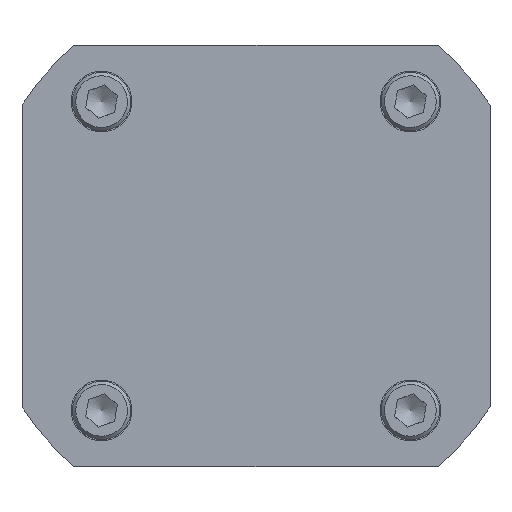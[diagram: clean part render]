
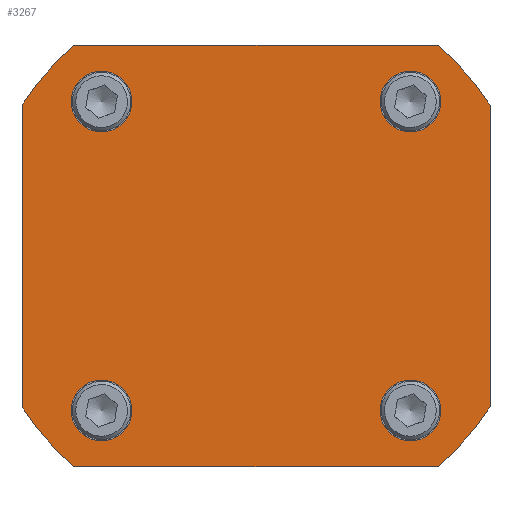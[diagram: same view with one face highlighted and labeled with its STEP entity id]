
A CAD part, front view. The second image highlights one B-rep face of the part: STEP entity #3267.
In plain terms, the highlighted planar face has unit normal (0, -1, 0).
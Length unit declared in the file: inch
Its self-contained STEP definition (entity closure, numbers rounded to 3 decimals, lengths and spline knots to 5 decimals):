
#2746=CARTESIAN_POINT('',(-1.25,0.0,-0.80632));
#2747=VERTEX_POINT('',#2746);
#2756=CARTESIAN_POINT('',(-1.25,0.0,0.80632));
#2757=VERTEX_POINT('',#2756);
#2758=CARTESIAN_POINT('',(-1.25,0.0,0.80632));
#2759=DIRECTION('',(0.0,0.0,-1.0));
#2760=VECTOR('',#2759,1.61265);
#2761=LINE('',#2758,#2760);
#2762=EDGE_CURVE('',#2757,#2747,#2761,.T.);
#2837=CARTESIAN_POINT('',(1.25,0.0,0.80632));
#2838=VERTEX_POINT('',#2837);
#2847=CARTESIAN_POINT('',(1.25,0.0,-0.80632));
#2848=VERTEX_POINT('',#2847);
#2849=CARTESIAN_POINT('',(1.25,0.0,-0.80632));
#2850=DIRECTION('',(0.0,0.0,1.0));
#2851=VECTOR('',#2850,1.61265);
#2852=LINE('',#2849,#2851);
#2853=EDGE_CURVE('',#2848,#2838,#2852,.T.);
#2910=CARTESIAN_POINT('',(-0.825,0.0,0.6625));
#2911=VERTEX_POINT('',#2910);
#2912=CARTESIAN_POINT('',(-0.825,0.0,0.825));
#2913=DIRECTION('',(0.0,1.0,0.0));
#2914=DIRECTION('',(0.0,0.0,-1.0));
#2915=AXIS2_PLACEMENT_3D('',#2912,#2913,#2914);
#2916=CIRCLE('',#2915,0.1625);
#2917=EDGE_CURVE('',#2911,#2911,#2916,.T.);
#2951=CARTESIAN_POINT('',(-0.6625,0.0,-0.825));
#2952=VERTEX_POINT('',#2951);
#2953=CARTESIAN_POINT('',(-0.825,0.0,-0.825));
#2954=DIRECTION('',(0.0,1.0,0.0));
#2955=DIRECTION('',(1.0,0.0,0.0));
#2956=AXIS2_PLACEMENT_3D('',#2953,#2954,#2955);
#2957=CIRCLE('',#2956,0.1625);
#2958=EDGE_CURVE('',#2952,#2952,#2957,.T.);
#3000=CARTESIAN_POINT('',(0.825,0.0,-0.6625));
#3001=VERTEX_POINT('',#3000);
#3002=CARTESIAN_POINT('',(0.825,0.0,-0.825));
#3003=DIRECTION('',(0.0,1.0,0.0));
#3004=DIRECTION('',(0.0,0.0,1.0));
#3005=AXIS2_PLACEMENT_3D('',#3002,#3003,#3004);
#3006=CIRCLE('',#3005,0.1625);
#3007=EDGE_CURVE('',#3001,#3001,#3006,.T.);
#3049=CARTESIAN_POINT('',(0.6625,0.0,0.825));
#3050=VERTEX_POINT('',#3049);
#3051=CARTESIAN_POINT('',(0.825,0.0,0.825));
#3052=DIRECTION('',(0.0,1.0,0.0));
#3053=DIRECTION('',(-1.0,0.0,0.0));
#3054=AXIS2_PLACEMENT_3D('',#3051,#3052,#3053);
#3055=CIRCLE('',#3054,0.1625);
#3056=EDGE_CURVE('',#3050,#3050,#3055,.T.);
#3069=CARTESIAN_POINT('',(0.97316,0.0,1.125));
#3070=VERTEX_POINT('',#3069);
#3079=CARTESIAN_POINT('',(0.0,0.0,0.0));
#3080=DIRECTION('',(0.0,-1.,0.0));
#3081=DIRECTION('',(-0.654,0.0,-0.756));
#3082=AXIS2_PLACEMENT_3D('',#3079,#3080,#3081);
#3083=CIRCLE('',#3082,1.4875);
#3084=EDGE_CURVE('',#2838,#3070,#3083,.T.);
#3102=CARTESIAN_POINT('',(-0.97316,0.0,1.125));
#3103=VERTEX_POINT('',#3102);
#3112=CARTESIAN_POINT('',(0.97316,0.0,1.125));
#3113=DIRECTION('',(-1.0,0.0,0.0));
#3114=VECTOR('',#3113,1.94631);
#3115=LINE('',#3112,#3114);
#3116=EDGE_CURVE('',#3070,#3103,#3115,.T.);
#3134=CARTESIAN_POINT('',(0.0,0.0,0.0));
#3135=DIRECTION('',(0.0,-1.0,0.0));
#3136=DIRECTION('',(0.84,0.0,-0.542));
#3137=AXIS2_PLACEMENT_3D('',#3134,#3135,#3136);
#3138=CIRCLE('',#3137,1.4875);
#3139=EDGE_CURVE('',#3103,#2757,#3138,.T.);
#3157=CARTESIAN_POINT('',(-0.97316,0.0,-1.125));
#3158=VERTEX_POINT('',#3157);
#3167=CARTESIAN_POINT('',(0.0,0.0,0.0));
#3168=DIRECTION('',(0.0,-1.,0.0));
#3169=DIRECTION('',(0.654,0.0,0.756));
#3170=AXIS2_PLACEMENT_3D('',#3167,#3168,#3169);
#3171=CIRCLE('',#3170,1.4875);
#3172=EDGE_CURVE('',#2747,#3158,#3171,.T.);
#3190=CARTESIAN_POINT('',(0.97316,0.0,-1.125));
#3191=VERTEX_POINT('',#3190);
#3200=CARTESIAN_POINT('',(-0.97316,0.0,-1.125));
#3201=DIRECTION('',(1.0,0.0,0.0));
#3202=VECTOR('',#3201,1.94631);
#3203=LINE('',#3200,#3202);
#3204=EDGE_CURVE('',#3158,#3191,#3203,.T.);
#3222=CARTESIAN_POINT('',(0.0,0.0,0.0));
#3223=DIRECTION('',(0.0,-1.0,0.0));
#3224=DIRECTION('',(-0.84,0.0,0.542));
#3225=AXIS2_PLACEMENT_3D('',#3222,#3223,#3224);
#3226=CIRCLE('',#3225,1.4875);
#3227=EDGE_CURVE('',#3191,#2848,#3226,.T.);
#3240=CARTESIAN_POINT('',(0.,0.0,0.));
#3241=DIRECTION('',(0.0,1.0,0.0));
#3242=DIRECTION('',(0.0,0.0,-1.0));
#3243=AXIS2_PLACEMENT_3D('',#3240,#3241,#3242);
#3244=PLANE('',#3243);
#3245=ORIENTED_EDGE('',*,*,#2853,.T.);
#3246=ORIENTED_EDGE('',*,*,#3084,.T.);
#3247=ORIENTED_EDGE('',*,*,#3116,.T.);
#3248=ORIENTED_EDGE('',*,*,#3139,.T.);
#3249=ORIENTED_EDGE('',*,*,#2762,.T.);
#3250=ORIENTED_EDGE('',*,*,#3172,.T.);
#3251=ORIENTED_EDGE('',*,*,#3204,.T.);
#3252=ORIENTED_EDGE('',*,*,#3227,.T.);
#3253=EDGE_LOOP('',(#3245,#3246,#3247,#3248,#3249,#3250,#3251,#3252));
#3254=FACE_OUTER_BOUND('',#3253,.T.);
#3255=ORIENTED_EDGE('',*,*,#2917,.T.);
#3256=EDGE_LOOP('',(#3255));
#3257=FACE_BOUND('',#3256,.T.);
#3258=ORIENTED_EDGE('',*,*,#2958,.T.);
#3259=EDGE_LOOP('',(#3258));
#3260=FACE_BOUND('',#3259,.T.);
#3261=ORIENTED_EDGE('',*,*,#3007,.T.);
#3262=EDGE_LOOP('',(#3261));
#3263=FACE_BOUND('',#3262,.T.);
#3264=ORIENTED_EDGE('',*,*,#3056,.T.);
#3265=EDGE_LOOP('',(#3264));
#3266=FACE_BOUND('',#3265,.T.);
#3267=ADVANCED_FACE('',(#3254,#3257,#3260,#3263,#3266),#3244,.F.);
